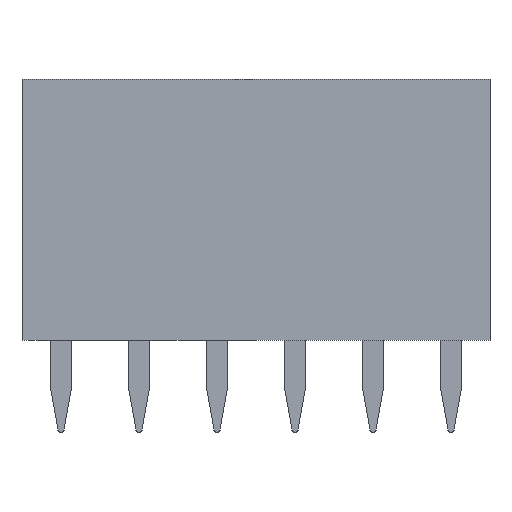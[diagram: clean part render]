
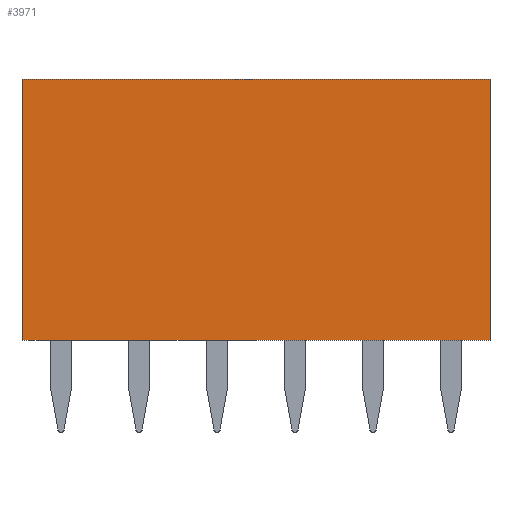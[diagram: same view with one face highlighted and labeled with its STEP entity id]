
A CAD part, left-side view. The second image highlights one B-rep face of the part: STEP entity #3971.
In plain terms, the highlighted planar face has unit normal (-1, 0, 0).
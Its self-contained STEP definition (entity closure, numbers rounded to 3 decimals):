
#2984 = VERTEX_POINT('',#2985);
#2985 = CARTESIAN_POINT('',(-1.27,1.27,8.5));
#2994 = PLANE('',#2995);
#2995 = AXIS2_PLACEMENT_3D('',#2996,#2997,#2998);
#2996 = CARTESIAN_POINT('',(0.,-6.35,8.5));
#2997 = DIRECTION('',(0.,0.,1.));
#2998 = DIRECTION('',(1.,0.,0.));
#3006 = PLANE('',#3007);
#3007 = AXIS2_PLACEMENT_3D('',#3008,#3009,#3010);
#3008 = CARTESIAN_POINT('',(-1.27,1.27,0.));
#3009 = DIRECTION('',(0.,1.,0.));
#3010 = DIRECTION('',(1.,0.,0.));
#3018 = EDGE_CURVE('',#3019,#2984,#3021,.T.);
#3019 = VERTEX_POINT('',#3020);
#3020 = CARTESIAN_POINT('',(-1.27,-13.97,8.5));
#3021 = SURFACE_CURVE('',#3022,(#3026,#3033),.PCURVE_S1.);
#3022 = LINE('',#3023,#3024);
#3023 = CARTESIAN_POINT('',(-1.27,-13.97,8.5));
#3024 = VECTOR('',#3025,1.);
#3025 = DIRECTION('',(0.,1.,0.));
#3026 = PCURVE('',#2994,#3027);
#3027 = DEFINITIONAL_REPRESENTATION('',(#3028),#3032);
#3028 = LINE('',#3029,#3030);
#3029 = CARTESIAN_POINT('',(-1.27,-7.62));
#3030 = VECTOR('',#3031,1.);
#3031 = DIRECTION('',(0.,1.));
#3032 = ( GEOMETRIC_REPRESENTATION_CONTEXT(2) 
PARAMETRIC_REPRESENTATION_CONTEXT() REPRESENTATION_CONTEXT('2D SPACE',''
  ) );
#3033 = PCURVE('',#3034,#3039);
#3034 = PLANE('',#3035);
#3035 = AXIS2_PLACEMENT_3D('',#3036,#3037,#3038);
#3036 = CARTESIAN_POINT('',(-1.27,-13.97,0.));
#3037 = DIRECTION('',(-1.,0.,0.));
#3038 = DIRECTION('',(0.,1.,0.));
#3039 = DEFINITIONAL_REPRESENTATION('',(#3040),#3044);
#3040 = LINE('',#3041,#3042);
#3041 = CARTESIAN_POINT('',(0.,-8.5));
#3042 = VECTOR('',#3043,1.);
#3043 = DIRECTION('',(1.,0.));
#3044 = ( GEOMETRIC_REPRESENTATION_CONTEXT(2) 
PARAMETRIC_REPRESENTATION_CONTEXT() REPRESENTATION_CONTEXT('2D SPACE',''
  ) );
#3062 = PLANE('',#3063);
#3063 = AXIS2_PLACEMENT_3D('',#3064,#3065,#3066);
#3064 = CARTESIAN_POINT('',(1.27,-13.97,0.));
#3065 = DIRECTION('',(0.,-1.,0.));
#3066 = DIRECTION('',(-1.,0.,0.));
#3788 = VERTEX_POINT('',#3789);
#3789 = CARTESIAN_POINT('',(-1.27,1.27,0.));
#3805 = PLANE('',#3806);
#3806 = AXIS2_PLACEMENT_3D('',#3807,#3808,#3809);
#3807 = CARTESIAN_POINT('',(0.,-6.35,0.));
#3808 = DIRECTION('',(0.,0.,1.));
#3809 = DIRECTION('',(1.,0.,0.));
#3817 = EDGE_CURVE('',#3788,#2984,#3818,.T.);
#3818 = SURFACE_CURVE('',#3819,(#3823,#3830),.PCURVE_S1.);
#3819 = LINE('',#3820,#3821);
#3820 = CARTESIAN_POINT('',(-1.27,1.27,0.));
#3821 = VECTOR('',#3822,1.);
#3822 = DIRECTION('',(0.,0.,1.));
#3823 = PCURVE('',#3006,#3824);
#3824 = DEFINITIONAL_REPRESENTATION('',(#3825),#3829);
#3825 = LINE('',#3826,#3827);
#3826 = CARTESIAN_POINT('',(0.,0.));
#3827 = VECTOR('',#3828,1.);
#3828 = DIRECTION('',(0.,-1.));
#3829 = ( GEOMETRIC_REPRESENTATION_CONTEXT(2) 
PARAMETRIC_REPRESENTATION_CONTEXT() REPRESENTATION_CONTEXT('2D SPACE',''
  ) );
#3830 = PCURVE('',#3034,#3831);
#3831 = DEFINITIONAL_REPRESENTATION('',(#3832),#3836);
#3832 = LINE('',#3833,#3834);
#3833 = CARTESIAN_POINT('',(15.24,0.));
#3834 = VECTOR('',#3835,1.);
#3835 = DIRECTION('',(0.,-1.));
#3836 = ( GEOMETRIC_REPRESENTATION_CONTEXT(2) 
PARAMETRIC_REPRESENTATION_CONTEXT() REPRESENTATION_CONTEXT('2D SPACE',''
  ) );
#3971 = ADVANCED_FACE('',(#3972),#3034,.T.);
#3972 = FACE_BOUND('',#3973,.T.);
#3973 = EDGE_LOOP('',(#3974,#3997,#3998,#3999));
#3974 = ORIENTED_EDGE('',*,*,#3975,.T.);
#3975 = EDGE_CURVE('',#3976,#3019,#3978,.T.);
#3976 = VERTEX_POINT('',#3977);
#3977 = CARTESIAN_POINT('',(-1.27,-13.97,0.));
#3978 = SURFACE_CURVE('',#3979,(#3983,#3990),.PCURVE_S1.);
#3979 = LINE('',#3980,#3981);
#3980 = CARTESIAN_POINT('',(-1.27,-13.97,0.));
#3981 = VECTOR('',#3982,1.);
#3982 = DIRECTION('',(0.,0.,1.));
#3983 = PCURVE('',#3034,#3984);
#3984 = DEFINITIONAL_REPRESENTATION('',(#3985),#3989);
#3985 = LINE('',#3986,#3987);
#3986 = CARTESIAN_POINT('',(0.,0.));
#3987 = VECTOR('',#3988,1.);
#3988 = DIRECTION('',(0.,-1.));
#3989 = ( GEOMETRIC_REPRESENTATION_CONTEXT(2) 
PARAMETRIC_REPRESENTATION_CONTEXT() REPRESENTATION_CONTEXT('2D SPACE',''
  ) );
#3990 = PCURVE('',#3062,#3991);
#3991 = DEFINITIONAL_REPRESENTATION('',(#3992),#3996);
#3992 = LINE('',#3993,#3994);
#3993 = CARTESIAN_POINT('',(2.54,0.));
#3994 = VECTOR('',#3995,1.);
#3995 = DIRECTION('',(0.,-1.));
#3996 = ( GEOMETRIC_REPRESENTATION_CONTEXT(2) 
PARAMETRIC_REPRESENTATION_CONTEXT() REPRESENTATION_CONTEXT('2D SPACE',''
  ) );
#3997 = ORIENTED_EDGE('',*,*,#3018,.T.);
#3998 = ORIENTED_EDGE('',*,*,#3817,.F.);
#3999 = ORIENTED_EDGE('',*,*,#4000,.F.);
#4000 = EDGE_CURVE('',#3976,#3788,#4001,.T.);
#4001 = SURFACE_CURVE('',#4002,(#4006,#4013),.PCURVE_S1.);
#4002 = LINE('',#4003,#4004);
#4003 = CARTESIAN_POINT('',(-1.27,-13.97,0.));
#4004 = VECTOR('',#4005,1.);
#4005 = DIRECTION('',(0.,1.,0.));
#4006 = PCURVE('',#3034,#4007);
#4007 = DEFINITIONAL_REPRESENTATION('',(#4008),#4012);
#4008 = LINE('',#4009,#4010);
#4009 = CARTESIAN_POINT('',(0.,0.));
#4010 = VECTOR('',#4011,1.);
#4011 = DIRECTION('',(1.,0.));
#4012 = ( GEOMETRIC_REPRESENTATION_CONTEXT(2) 
PARAMETRIC_REPRESENTATION_CONTEXT() REPRESENTATION_CONTEXT('2D SPACE',''
  ) );
#4013 = PCURVE('',#3805,#4014);
#4014 = DEFINITIONAL_REPRESENTATION('',(#4015),#4019);
#4015 = LINE('',#4016,#4017);
#4016 = CARTESIAN_POINT('',(-1.27,-7.62));
#4017 = VECTOR('',#4018,1.);
#4018 = DIRECTION('',(0.,1.));
#4019 = ( GEOMETRIC_REPRESENTATION_CONTEXT(2) 
PARAMETRIC_REPRESENTATION_CONTEXT() REPRESENTATION_CONTEXT('2D SPACE',''
  ) );
